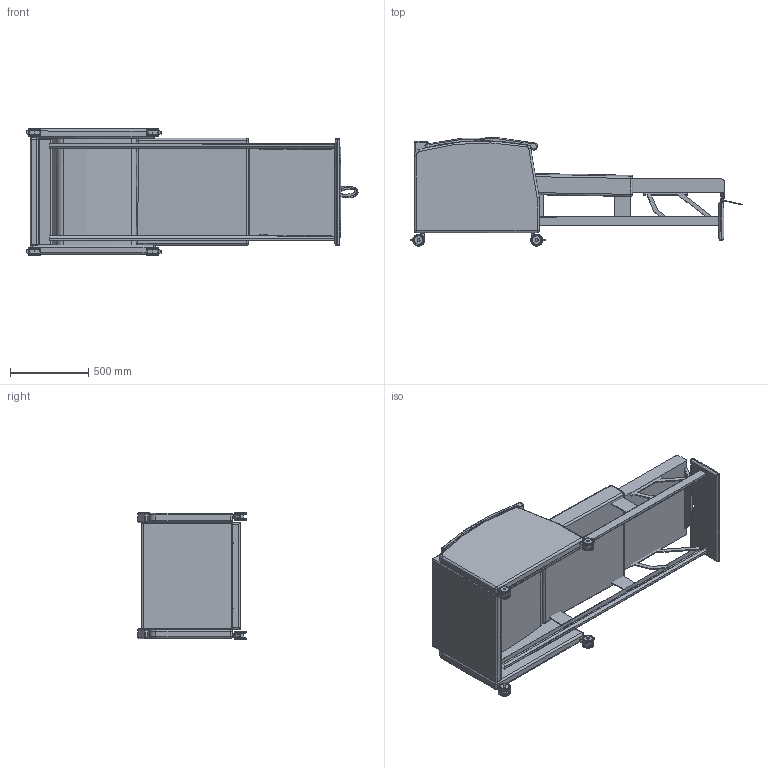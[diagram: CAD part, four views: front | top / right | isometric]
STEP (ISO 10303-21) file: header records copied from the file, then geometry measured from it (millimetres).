
FILE_DESCRIPTION(/* description */ (''),/* implementation_level */ '2;1');
FILE_NAME(/* name */ 'L1700U sleeper.stp',/* time_stamp */ '2017-02-06T09:47:03-05:00',/* author */ ('emerkel'),/* organization */ (''),/* preprocessor_version */ 'ST-DEVELOPER v16.5',/* originating_system */ 'Autodesk Inventor 2017',/* authorisation */ '');
FILE_SCHEMA (('AUTOMOTIVE_DESIGN { 1 0 10303 214 3 1 1 }'));
Length unit declared in the file: inch
Products named in the file (18): L1700U-W sleeper; E0800 ACARML; E0800 ACARMR; UFBACK E0700; UOBACK E0700; UPOUT 0700; USEAT 0700; USEATX 0700; CAST COL 3"LC; CAST COL LOCK; CAST COL 3IN CENTER; CAST COL 3IN WHEEL; CAST COL 3IN INNER WHEEL; CSTR STEM 1.5C; CHANNELS; CHNL BRKT 4X.25; USEATX BRKT; FL1010-1 MAC BLK-A
Assembly tree (28 placements, depth 3):
  L1700U-W sleeper
    E0800 ACARML
    E0800 ACARMR
    UFBACK E0700
    UOBACK E0700
    UPOUT 0700
    USEAT 0700
    USEATX 0700
    CAST COL 3"LC  x4
      CAST COL 3IN WHEEL
      CAST COL LOCK
      CAST COL 3IN CENTER
      CAST COL 3IN INNER WHEEL
      CSTR STEM 1.5C
    CHANNELS  x2
    CHNL BRKT 4X.25  x4
    USEATX BRKT  x2
    FL1010-1 MAC BLK-A  x2
Bounding box: 2126.71 x 692.35 x 816.57 mm (x, y, z)
Volume: 252326970.2 mm3; surface area: 8451518.9 mm2
Topology: 45 solids, 45 shells, 936 faces, 2024 edges, 1232 vertices
Faces by surface type: cylinder 331, plane 309, torus 183, sphere 58, bspline 43, cone 12
Full cylindrical faces by diameter (mm): 4.366 x10, 7.938 x11, 8.89 x4, 9.525 x4, 10.998 x4, 17.462 x4, 17.475 x4, 17.526 x8, 20.747 x4, 55.88 x8, 55.956 x8, 75.006 x8
Entity records: 15111 total; most frequent: CARTESIAN_POINT 5508, DIRECTION 2022, ORIENTED_EDGE 1754, EDGE_CURVE 877, AXIS2_PLACEMENT_3D 814, VERTEX_POINT 551, EDGE_LOOP 492, FACE_OUTER_BOUND 419
